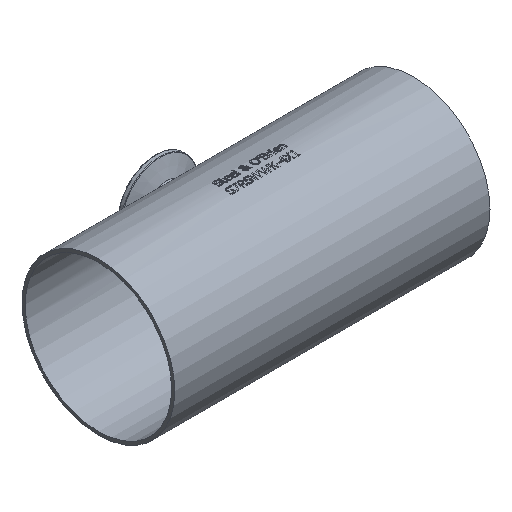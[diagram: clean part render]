
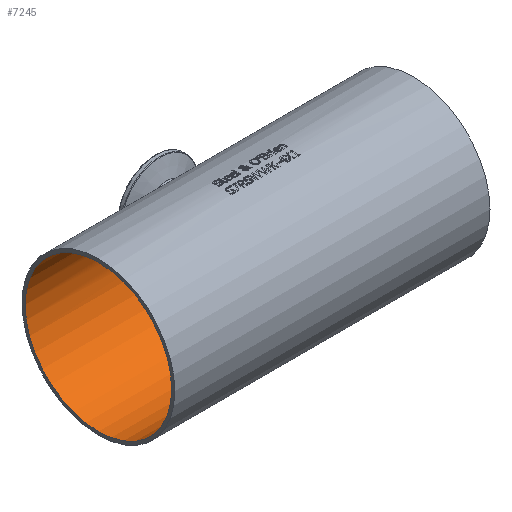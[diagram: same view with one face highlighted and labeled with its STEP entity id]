
A CAD part, isometric view. The second image highlights one B-rep face of the part: STEP entity #7245.
In plain terms, the highlighted cylindrical face has radius 48.692 mm (diameter 97.384 mm), a full revolution.
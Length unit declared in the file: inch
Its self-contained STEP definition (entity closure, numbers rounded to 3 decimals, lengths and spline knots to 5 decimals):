
#153=FACE_BOUND('',#1348,.T.);
#154=FACE_BOUND('',#1349,.T.);
#155=FACE_BOUND('',#1350,.T.);
#1348=EDGE_LOOP('',(#6716));
#1349=EDGE_LOOP('',(#6717));
#1350=EDGE_LOOP('',(#6718));
#1709=B_SPLINE_CURVE_WITH_KNOTS('',3,(#15492,#15493,#15494,#15495,#15496,
#15497,#15498,#15499,#15500,#15501,#15502,#15503,#15504,#15505,#15506,#15507,
#15508,#15509,#15510,#15511,#15512,#15513,#15514,#15515,#15516,#15517,#15518,
#15519,#15520,#15521,#15522,#15523,#15524,#15525),.UNSPECIFIED.,.T.,.F.,
(4,2,2,2,2,2,2,2,2,2,2,2,2,2,2,2,4),(0.,0.41779,0.83558,
1.25333,1.67109,2.08884,2.50659,2.92438,
3.34217,3.75997,4.17776,4.59551,5.01326,
5.43101,5.84877,6.26656,6.68435),
 .UNSPECIFIED.);
#2855=CIRCLE('',#7702,1.917);
#2856=CIRCLE('',#7703,1.917);
#3567=VERTEX_POINT('',#15491);
#3568=VERTEX_POINT('',#15527);
#3569=VERTEX_POINT('',#15529);
#4624=EDGE_CURVE('',#3567,#3567,#1709,.T.);
#4625=EDGE_CURVE('',#3568,#3568,#2855,.T.);
#4626=EDGE_CURVE('',#3569,#3569,#2856,.T.);
#6716=ORIENTED_EDGE('',*,*,#4624,.T.);
#6717=ORIENTED_EDGE('',*,*,#4625,.F.);
#6718=ORIENTED_EDGE('',*,*,#4626,.F.);
#6795=CYLINDRICAL_SURFACE('',#7701,1.917);
#7245=ADVANCED_FACE('',(#153,#154,#155),#6795,.F.);
#7701=AXIS2_PLACEMENT_3D('',#15526,#9116,#9117);
#7702=AXIS2_PLACEMENT_3D('',#15528,#9118,#9119);
#7703=AXIS2_PLACEMENT_3D('',#15530,#9120,#9121);
#9116=DIRECTION('center_axis',(-1.,0.,0.));
#9117=DIRECTION('ref_axis',(0.,0.,1.));
#9118=DIRECTION('center_axis',(1.,0.,0.));
#9119=DIRECTION('ref_axis',(0.,0.,1.));
#9120=DIRECTION('center_axis',(-1.,0.,0.));
#9121=DIRECTION('ref_axis',(0.,0.,1.));
#15491=CARTESIAN_POINT('',(0.,1.86699,0.435));
#15492=CARTESIAN_POINT('Ctrl Pts',(0.,1.86699,
0.435));
#15493=CARTESIAN_POINT('Ctrl Pts',(0.05483,1.86699,0.435));
#15494=CARTESIAN_POINT('Ctrl Pts',(0.11317,1.86966,0.424));
#15495=CARTESIAN_POINT('Ctrl Pts',(0.22029,1.87919,0.37955));
#15496=CARTESIAN_POINT('Ctrl Pts',(0.26908,1.8859,0.34611));
#15497=CARTESIAN_POINT('Ctrl Pts',(0.3461,1.89842,0.26908));
#15498=CARTESIAN_POINT('Ctrl Pts',(0.37955,1.90506,0.22029));
#15499=CARTESIAN_POINT('Ctrl Pts',(0.424,1.91441,0.11317));
#15500=CARTESIAN_POINT('Ctrl Pts',(0.435,1.917,0.05482));
#15501=CARTESIAN_POINT('Ctrl Pts',(0.435,1.917,-0.05482));
#15502=CARTESIAN_POINT('Ctrl Pts',(0.424,1.91441,-0.11317));
#15503=CARTESIAN_POINT('Ctrl Pts',(0.37955,1.90506,-0.22029));
#15504=CARTESIAN_POINT('Ctrl Pts',(0.3461,1.89842,-0.26908));
#15505=CARTESIAN_POINT('Ctrl Pts',(0.26908,1.8859,-0.34611));
#15506=CARTESIAN_POINT('Ctrl Pts',(0.22029,1.87919,-0.37955));
#15507=CARTESIAN_POINT('Ctrl Pts',(0.11317,1.86966,-0.424));
#15508=CARTESIAN_POINT('Ctrl Pts',(0.05483,1.86699,-0.435));
#15509=CARTESIAN_POINT('Ctrl Pts',(-0.05483,1.86699,-0.435));
#15510=CARTESIAN_POINT('Ctrl Pts',(-0.11317,1.86966,
-0.424));
#15511=CARTESIAN_POINT('Ctrl Pts',(-0.22029,1.87919,-0.37955));
#15512=CARTESIAN_POINT('Ctrl Pts',(-0.26908,1.8859,
-0.34611));
#15513=CARTESIAN_POINT('Ctrl Pts',(-0.3461,1.89842,
-0.26908));
#15514=CARTESIAN_POINT('Ctrl Pts',(-0.37955,1.90506,-0.22029));
#15515=CARTESIAN_POINT('Ctrl Pts',(-0.424,1.91441,
-0.11317));
#15516=CARTESIAN_POINT('Ctrl Pts',(-0.435,1.917,-0.05482));
#15517=CARTESIAN_POINT('Ctrl Pts',(-0.435,1.917,0.05482));
#15518=CARTESIAN_POINT('Ctrl Pts',(-0.424,1.91441,
0.11317));
#15519=CARTESIAN_POINT('Ctrl Pts',(-0.37955,1.90506,0.22029));
#15520=CARTESIAN_POINT('Ctrl Pts',(-0.3461,1.89842,
0.26908));
#15521=CARTESIAN_POINT('Ctrl Pts',(-0.26908,1.8859,
0.34611));
#15522=CARTESIAN_POINT('Ctrl Pts',(-0.22029,1.87919,0.37955));
#15523=CARTESIAN_POINT('Ctrl Pts',(-0.11317,1.86966,
0.424));
#15524=CARTESIAN_POINT('Ctrl Pts',(-0.05483,1.86699,0.435));
#15525=CARTESIAN_POINT('Ctrl Pts',(0.,1.86699,0.435));
#15526=CARTESIAN_POINT('Origin',(4.125,0.,0.));
#15527=CARTESIAN_POINT('',(-4.125,0.,-1.917));
#15528=CARTESIAN_POINT('Origin',(-4.125,0.,0.));
#15529=CARTESIAN_POINT('',(4.125,0.,-1.917));
#15530=CARTESIAN_POINT('Origin',(4.125,0.,0.));
